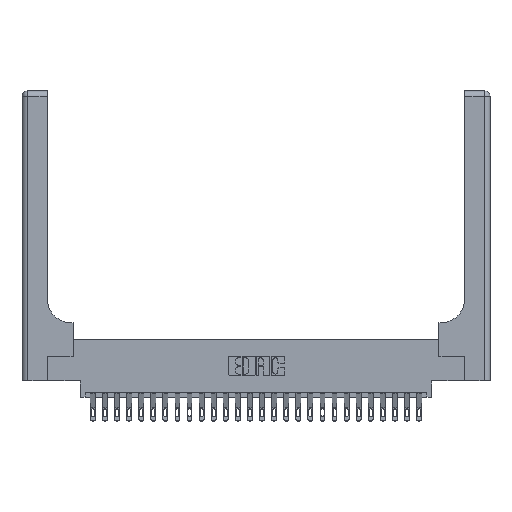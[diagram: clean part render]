
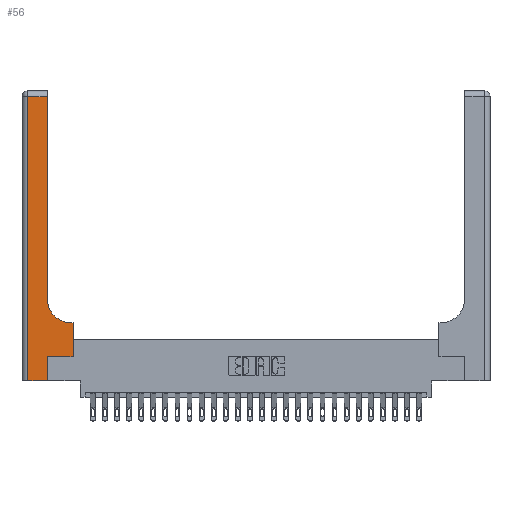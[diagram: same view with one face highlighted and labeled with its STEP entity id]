
A CAD part, top view. The second image highlights one B-rep face of the part: STEP entity #56.
In plain terms, the highlighted planar face has unit normal (0, 0, 1).
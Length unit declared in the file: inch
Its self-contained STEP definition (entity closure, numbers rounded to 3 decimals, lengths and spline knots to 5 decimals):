
#56 = ADVANCED_FACE ( 'NONE', ( #23234 ), #201, .F. ) ;
#66 = LINE ( 'NONE', #24701, #9480 ) ;
#201 = PLANE ( 'NONE',  #9026 ) ;
#602 = EDGE_CURVE ( 'NONE', #11174, #7832, #11146, .T. ) ;
#640 = EDGE_CURVE ( 'NONE', #22280, #13933, #25715, .T. ) ;
#764 = CARTESIAN_POINT ( 'NONE',  ( 0.06, 2.94, 0.37 ) ) ;
#795 = CARTESIAN_POINT ( 'NONE',  ( 0.06, 3., 0.37 ) ) ;
#877 = DIRECTION ( 'NONE',  ( 0., 0., -1. ) ) ;
#1030 = DIRECTION ( 'NONE',  ( 0., 1., 0. ) ) ;
#1248 = ORIENTED_EDGE ( 'NONE', *, *, #14393, .T. ) ;
#1405 = EDGE_CURVE ( 'NONE', #7666, #11174, #19501, .T. ) ;
#1957 = ORIENTED_EDGE ( 'NONE', *, *, #10887, .T. ) ;
#2547 = ORIENTED_EDGE ( 'NONE', *, *, #16242, .T. ) ;
#2728 = VERTEX_POINT ( 'NONE', #13591 ) ;
#3600 = ORIENTED_EDGE ( 'NONE', *, *, #17349, .T. ) ;
#3837 = VECTOR ( 'NONE', #20796, 39.37008 ) ;
#3951 = CARTESIAN_POINT ( 'NONE',  ( 0.26, 0.6, 0.37 ) ) ;
#4260 = CARTESIAN_POINT ( 'NONE',  ( 0.265, 0., 0.37 ) ) ;
#4449 = EDGE_LOOP ( 'NONE', ( #8694, #1957, #2547, #3600, #24236, #24139, #15619, #7548, #1248 ) ) ;
#4464 = LINE ( 'NONE', #795, #3837 ) ;
#4751 = VECTOR ( 'NONE', #1030, 39.37008 ) ;
#4797 = CARTESIAN_POINT ( 'NONE',  ( 0.265, 0.25, 0.37 ) ) ;
#5798 = VECTOR ( 'NONE', #9916, 39.37008 ) ;
#5975 = VECTOR ( 'NONE', #22332, 39.37008 ) ;
#6478 = CIRCLE ( 'NONE', #22896, 0.25 ) ;
#7504 = VERTEX_POINT ( 'NONE', #24797 ) ;
#7548 = ORIENTED_EDGE ( 'NONE', *, *, #640, .T. ) ;
#7666 = VERTEX_POINT ( 'NONE', #23246 ) ;
#7832 = VERTEX_POINT ( 'NONE', #19684 ) ;
#8276 = DIRECTION ( 'NONE',  ( 0., 0., -1. ) ) ;
#8649 = VERTEX_POINT ( 'NONE', #19327 ) ;
#8694 = ORIENTED_EDGE ( 'NONE', *, *, #16889, .T. ) ;
#8896 = VECTOR ( 'NONE', #16285, 39.37008 ) ;
#9026 = AXIS2_PLACEMENT_3D ( 'NONE', #14238, #8276, #22220 ) ;
#9480 = VECTOR ( 'NONE', #22902, 39.37008 ) ;
#9831 = EDGE_CURVE ( 'NONE', #7832, #22280, #66, .T. ) ;
#9916 = DIRECTION ( 'NONE',  ( 1., 0., 0. ) ) ;
#10076 = LINE ( 'NONE', #12992, #4751 ) ;
#10424 = CARTESIAN_POINT ( 'NONE',  ( 0., 0., 0.37 ) ) ;
#10887 = EDGE_CURVE ( 'NONE', #2728, #21489, #12894, .T. ) ;
#11146 = LINE ( 'NONE', #11953, #5798 ) ;
#11174 = VERTEX_POINT ( 'NONE', #4797 ) ;
#11953 = CARTESIAN_POINT ( 'NONE',  ( 0.265, 0.25, 0.37 ) ) ;
#11958 = LINE ( 'NONE', #10424, #5975 ) ;
#12805 = CARTESIAN_POINT ( 'NONE',  ( 0., 2.94, 0.37 ) ) ;
#12894 = LINE ( 'NONE', #12805, #17567 ) ;
#12928 = CARTESIAN_POINT ( 'NONE',  ( 0.51, 0.85, 0.37 ) ) ;
#12992 = CARTESIAN_POINT ( 'NONE',  ( 0.26, 3., 0.37 ) ) ;
#13591 = CARTESIAN_POINT ( 'NONE',  ( 0.26, 2.94, 0.37 ) ) ;
#13933 = VERTEX_POINT ( 'NONE', #25312 ) ;
#14238 = CARTESIAN_POINT ( 'NONE',  ( 0., 3., 0.37 ) ) ;
#14393 = EDGE_CURVE ( 'NONE', #13933, #8649, #6478, .T. ) ;
#14909 = DIRECTION ( 'NONE',  ( 1., 0., 0. ) ) ;
#15191 = VECTOR ( 'NONE', #16065, 39.37008 ) ;
#15619 = ORIENTED_EDGE ( 'NONE', *, *, #9831, .T. ) ;
#16065 = DIRECTION ( 'NONE',  ( -1., 0., 0. ) ) ;
#16242 = EDGE_CURVE ( 'NONE', #21489, #7504, #4464, .T. ) ;
#16285 = DIRECTION ( 'NONE',  ( 0., 1., 0. ) ) ;
#16889 = EDGE_CURVE ( 'NONE', #8649, #2728, #10076, .T. ) ;
#17349 = EDGE_CURVE ( 'NONE', #7504, #7666, #11958, .T. ) ;
#17567 = VECTOR ( 'NONE', #20757, 39.37008 ) ;
#19327 = CARTESIAN_POINT ( 'NONE',  ( 0.26, 0.85, 0.37 ) ) ;
#19501 = LINE ( 'NONE', #4260, #8896 ) ;
#19684 = CARTESIAN_POINT ( 'NONE',  ( 0.528, 0.25, 0.37 ) ) ;
#20757 = DIRECTION ( 'NONE',  ( -1., 0., 0. ) ) ;
#20796 = DIRECTION ( 'NONE',  ( 0., -1., 0. ) ) ;
#21489 = VERTEX_POINT ( 'NONE', #764 ) ;
#22220 = DIRECTION ( 'NONE',  ( -1., 0., 0. ) ) ;
#22280 = VERTEX_POINT ( 'NONE', #24878 ) ;
#22332 = DIRECTION ( 'NONE',  ( 1., 0., 0. ) ) ;
#22896 = AXIS2_PLACEMENT_3D ( 'NONE', #12928, #877, #14909 ) ;
#22902 = DIRECTION ( 'NONE',  ( 0., 1., 0. ) ) ;
#23234 = FACE_OUTER_BOUND ( 'NONE', #4449, .T. ) ;
#23246 = CARTESIAN_POINT ( 'NONE',  ( 0.265, 0., 0.37 ) ) ;
#24139 = ORIENTED_EDGE ( 'NONE', *, *, #602, .T. ) ;
#24236 = ORIENTED_EDGE ( 'NONE', *, *, #1405, .T. ) ;
#24701 = CARTESIAN_POINT ( 'NONE',  ( 0.528, 0.25, 0.37 ) ) ;
#24797 = CARTESIAN_POINT ( 'NONE',  ( 0.06, 0., 0.37 ) ) ;
#24878 = CARTESIAN_POINT ( 'NONE',  ( 0.528, 0.6, 0.37 ) ) ;
#25312 = CARTESIAN_POINT ( 'NONE',  ( 0.51, 0.6, 0.37 ) ) ;
#25715 = LINE ( 'NONE', #3951, #15191 ) ;
